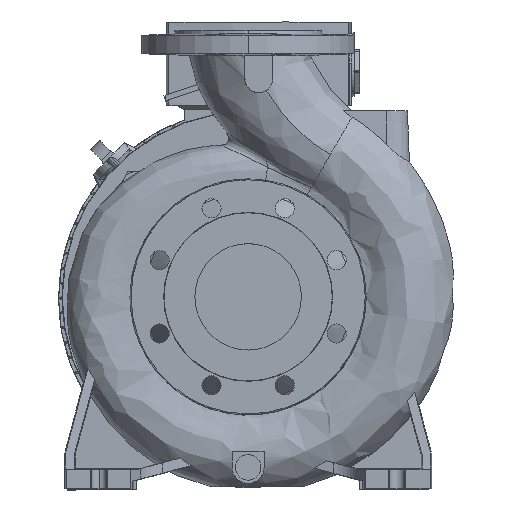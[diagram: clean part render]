
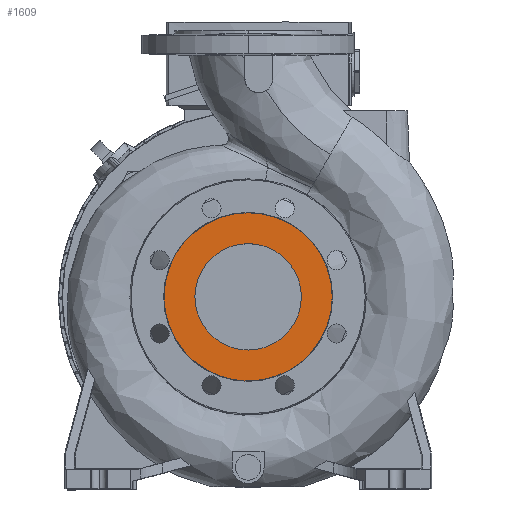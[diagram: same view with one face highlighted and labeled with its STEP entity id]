
A CAD part, top view. The second image highlights one B-rep face of the part: STEP entity #1609.
In plain terms, the highlighted planar face has unit normal (0, 0, 1).
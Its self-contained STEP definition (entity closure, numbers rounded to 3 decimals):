
#1083 = CARTESIAN_POINT ( 'NONE',  ( 0., 0., 125. ) ) ;
#1609 = ADVANCED_FACE ( 'NONE', ( #79875, #40525 ), #8903, .F. ) ;
#6861 = DIRECTION ( 'NONE',  ( 0., 0., -1. ) ) ;
#7583 = DIRECTION ( 'NONE',  ( -1., 0., 0. ) ) ;
#8903 = PLANE ( 'NONE',  #84218 ) ;
#9395 = VERTEX_POINT ( 'NONE', #82072 ) ;
#9503 = EDGE_CURVE ( 'NONE', #9395, #16301, #15826, .T. ) ;
#12149 = VERTEX_POINT ( 'NONE', #88614 ) ;
#12368 = EDGE_LOOP ( 'NONE', ( #34572, #102072 ) ) ;
#15826 = CIRCLE ( 'NONE', #38966, 50. ) ;
#16301 = VERTEX_POINT ( 'NONE', #21121 ) ;
#21121 = CARTESIAN_POINT ( 'NONE',  ( 50., 0., 125. ) ) ;
#21532 = CIRCLE ( 'NONE', #31459, 50. ) ;
#21612 = CIRCLE ( 'NONE', #71239, 79. ) ;
#24258 = VERTEX_POINT ( 'NONE', #45820 ) ;
#28980 = EDGE_LOOP ( 'NONE', ( #88330, #86635 ) ) ;
#31403 = DIRECTION ( 'NONE',  ( 0., 0., 1. ) ) ;
#31459 = AXIS2_PLACEMENT_3D ( 'NONE', #41791, #81668, #34036 ) ;
#34036 = DIRECTION ( 'NONE',  ( 1., 0., 0. ) ) ;
#34572 = ORIENTED_EDGE ( 'NONE', *, *, #94707, .T. ) ;
#38966 = AXIS2_PLACEMENT_3D ( 'NONE', #41181, #56760, #57275 ) ;
#40525 = FACE_OUTER_BOUND ( 'NONE', #12368, .T. ) ;
#41181 = CARTESIAN_POINT ( 'NONE',  ( 0., 0., 125. ) ) ;
#41791 = CARTESIAN_POINT ( 'NONE',  ( 0., 0., 125. ) ) ;
#45820 = CARTESIAN_POINT ( 'NONE',  ( -79., 0., 125. ) ) ;
#49531 = EDGE_CURVE ( 'NONE', #12149, #24258, #93222, .T. ) ;
#56760 = DIRECTION ( 'NONE',  ( 0., 0., 1. ) ) ;
#57275 = DIRECTION ( 'NONE',  ( 1., 0., 0. ) ) ;
#61999 = CARTESIAN_POINT ( 'NONE',  ( 0., 0., 125. ) ) ;
#62736 = DIRECTION ( 'NONE',  ( 0., 0., 1. ) ) ;
#70590 = DIRECTION ( 'NONE',  ( -1., 0., 0. ) ) ;
#71239 = AXIS2_PLACEMENT_3D ( 'NONE', #1083, #62736, #87091 ) ;
#79875 = FACE_BOUND ( 'NONE', #28980, .T. ) ;
#81668 = DIRECTION ( 'NONE',  ( 0., 0., 1. ) ) ;
#82072 = CARTESIAN_POINT ( 'NONE',  ( -50., 0., 125. ) ) ;
#84218 = AXIS2_PLACEMENT_3D ( 'NONE', #101148, #6861, #70590 ) ;
#86635 = ORIENTED_EDGE ( 'NONE', *, *, #9503, .F. ) ;
#87091 = DIRECTION ( 'NONE',  ( -1., 0., 0. ) ) ;
#88330 = ORIENTED_EDGE ( 'NONE', *, *, #93861, .F. ) ;
#88614 = CARTESIAN_POINT ( 'NONE',  ( 79., 0., 125. ) ) ;
#93222 = CIRCLE ( 'NONE', #99792, 79. ) ;
#93861 = EDGE_CURVE ( 'NONE', #16301, #9395, #21532, .T. ) ;
#94707 = EDGE_CURVE ( 'NONE', #24258, #12149, #21612, .T. ) ;
#99792 = AXIS2_PLACEMENT_3D ( 'NONE', #61999, #31403, #7583 ) ;
#101148 = CARTESIAN_POINT ( 'NONE',  ( -158., 158., 125. ) ) ;
#102072 = ORIENTED_EDGE ( 'NONE', *, *, #49531, .T. ) ;
